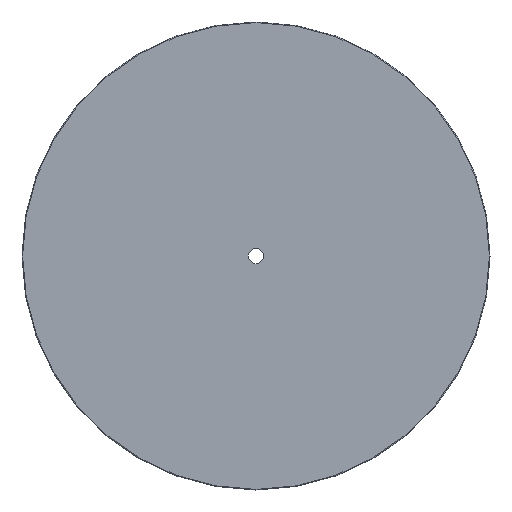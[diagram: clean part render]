
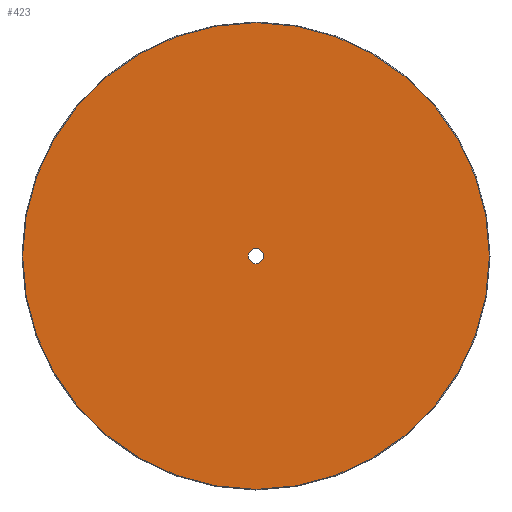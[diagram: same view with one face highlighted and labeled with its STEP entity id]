
A CAD part, front view. The second image highlights one B-rep face of the part: STEP entity #423.
In plain terms, the highlighted planar face has unit normal (0, -1, 0).
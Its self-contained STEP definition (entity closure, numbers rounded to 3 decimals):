
#23=FACE_BOUND('',#113,.T.);
#33=PLANE('',#507);
#81=FACE_OUTER_BOUND('',#112,.T.);
#112=EDGE_LOOP('',(#383,#384));
#113=EDGE_LOOP('',(#385));
#145=CIRCLE('',#452,7.475);
#180=CIRCLE('',#504,224.4);
#181=CIRCLE('',#505,224.4);
#190=VERTEX_POINT('',#675);
#225=VERTEX_POINT('',#771);
#226=VERTEX_POINT('',#772);
#235=EDGE_CURVE('',#190,#190,#145,.T.);
#279=EDGE_CURVE('',#225,#226,#180,.T.);
#280=EDGE_CURVE('',#226,#225,#181,.T.);
#383=ORIENTED_EDGE('',*,*,#279,.T.);
#384=ORIENTED_EDGE('',*,*,#280,.T.);
#385=ORIENTED_EDGE('',*,*,#235,.T.);
#423=ADVANCED_FACE('',(#81,#23),#33,.T.);
#452=AXIS2_PLACEMENT_3D('',#676,#528,#529);
#504=AXIS2_PLACEMENT_3D('',#773,#641,#642);
#505=AXIS2_PLACEMENT_3D('',#774,#643,#644);
#507=AXIS2_PLACEMENT_3D('',#776,#647,#648);
#528=DIRECTION('center_axis',(0.,1.,0.));
#529=DIRECTION('ref_axis',(1.,0.,0.));
#641=DIRECTION('center_axis',(0.,-1.,0.));
#642=DIRECTION('ref_axis',(1.,0.,0.));
#643=DIRECTION('center_axis',(0.,-1.,0.));
#644=DIRECTION('ref_axis',(1.,0.,0.));
#647=DIRECTION('center_axis',(0.,-1.,0.));
#648=DIRECTION('ref_axis',(0.,0.,-1.));
#675=CARTESIAN_POINT('',(-7.475,0.,0.));
#676=CARTESIAN_POINT('Origin',(0.,0.,0.));
#771=CARTESIAN_POINT('',(224.4,0.,0.));
#772=CARTESIAN_POINT('',(0.,0.,224.4));
#773=CARTESIAN_POINT('Origin',(0.,0.,0.));
#774=CARTESIAN_POINT('Origin',(0.,0.,0.));
#776=CARTESIAN_POINT('Origin',(0.,0.,0.));
